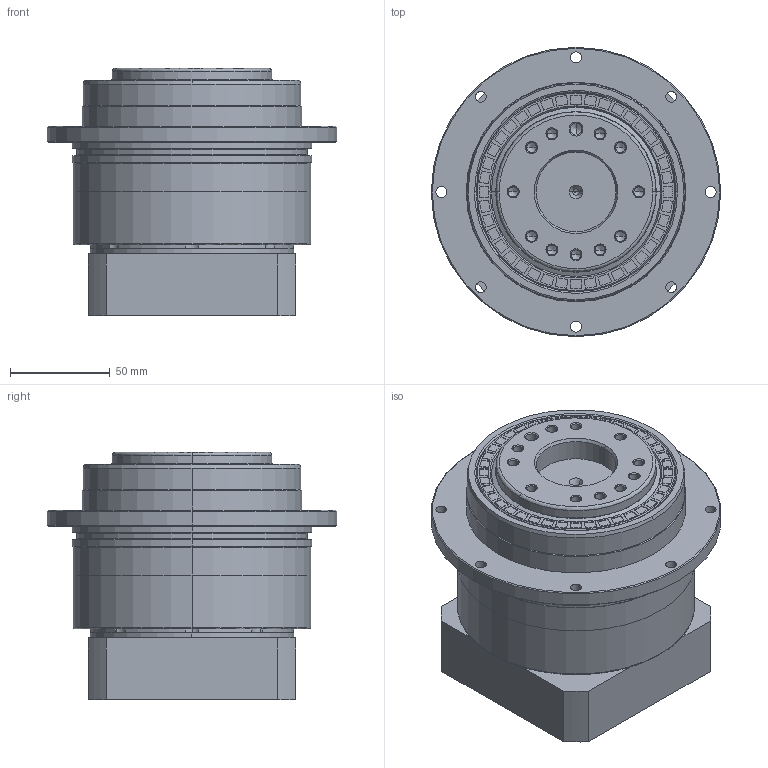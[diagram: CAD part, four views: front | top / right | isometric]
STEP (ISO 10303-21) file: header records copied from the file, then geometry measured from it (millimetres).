
FILE_DESCRIPTION (( 'STEP AP203' ), '1' );
FILE_NAME ('FAD110D-L1-19-70-90-M5-53.STEP', '2022-07-07T08:40:33', ( 'User' ), ( 'China' ), 'SwSTEP 2.0', 'SolidWorks 2020', '' );
FILE_SCHEMA (( 'CONFIG_CONTROL_DESIGN' ));
Length unit declared in the file: millimetre
Products named in the file (12): 蚐猾80x100x7; 输入轴锁紧环26X63.5X16（加螺丝）; 输入调整套22-19; M5-12樓粟菜_5; 输入法兰FAB115D-70x33.5xM5; 输入太阳齿轮FAB115D-22; 输出内齿圈壳体FAD110D; FAD110D-L1-19-70-90-M5-53; 怀堤俴陎殤FAD110D; 输入端壳体FAD110D_2; 楊擘耜謂蹟佪M14; M6-14樓粟菜_4
Assembly tree (23 placements, depth 2):
  FAD110D-L1-19-70-90-M5-53
    输出内齿圈壳体FAD110D
    怀堤俴陎殤FAD110D
    蚐猾80x100x7
    输入端壳体FAD110D_2
    M5-12樓粟菜_5  x8
    M6-14樓粟菜_4  x6
    楊擘耜謂蹟佪M14
    输入太阳齿轮FAB115D-22
    输入轴锁紧环26X63.5X16（加螺丝）
    输入调整套22-19
    输入法兰FAB115D-70x33.5xM5
Bounding box: 145 x 145 x 124 mm (x, y, z)
Volume: 1078112.7 mm3; surface area: 212124.6 mm2
Topology: 8 solids, 39 shells, 1016 faces, 2536 edges, 1623 vertices
Faces by surface type: cylinder 406, plane 381, cone 168, bspline 45, torus 16
Entity records: 24933 total; most frequent: CARTESIAN_POINT 6392, DIRECTION 3734, ORIENTED_EDGE 3367, EDGE_CURVE 1702, AXIS2_PLACEMENT_3D 1467, VERTEX_POINT 1113, EDGE_LOOP 841, VECTOR 800
